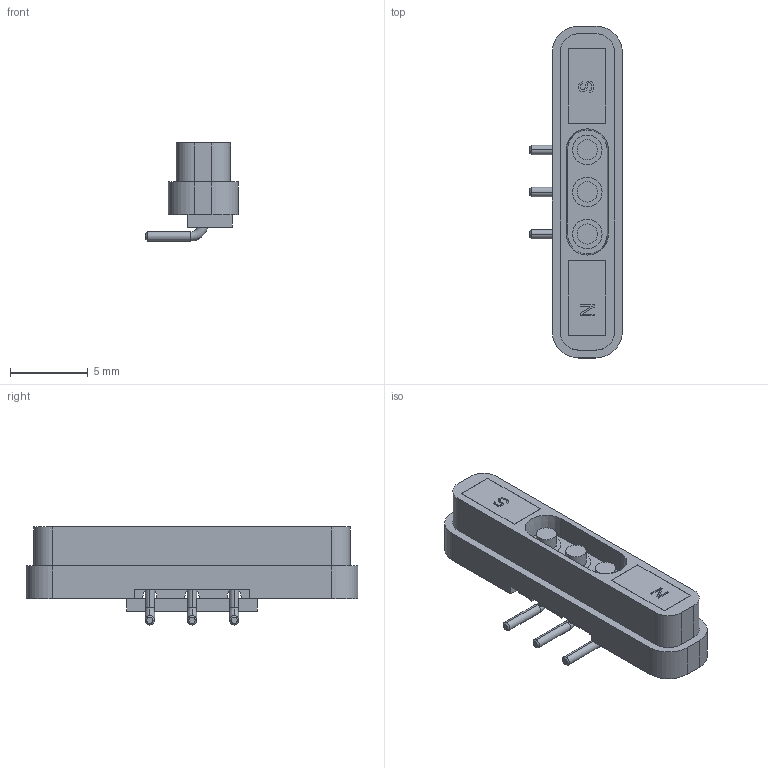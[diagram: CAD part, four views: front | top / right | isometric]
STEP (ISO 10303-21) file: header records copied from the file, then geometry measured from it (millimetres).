
FILE_DESCRIPTION (( 'STEP AP214' ), '1' );
FILE_NAME ('686E0321350120E.STEP', '2023-05-16T15:54:54', ( '' ), ( '' ), 'SwSTEP 2.0', 'SolidWorks 2020', '' );
FILE_SCHEMA (( 'AUTOMOTIVE_DESIGN' ));
Length unit declared in the file: millimetre
Products named in the file (1): 686E0321350120E
Bounding box: 5.95 x 21.3 x 6.3 mm (x, y, z)
Volume: 308 mm3; surface area: 626.3 mm2
Topology: 1 solids, 1 shells, 230 faces, 622 edges, 405 vertices
Faces by surface type: plane 169, cylinder 47, cone 8, torus 6
Entity records: 8821 total; most frequent: CARTESIAN_POINT 1258, ORIENTED_EDGE 1244, DIRECTION 1197, EDGE_CURVE 622, LINE 509, VECTOR 509, VERTEX_POINT 405, AXIS2_PLACEMENT_3D 344
